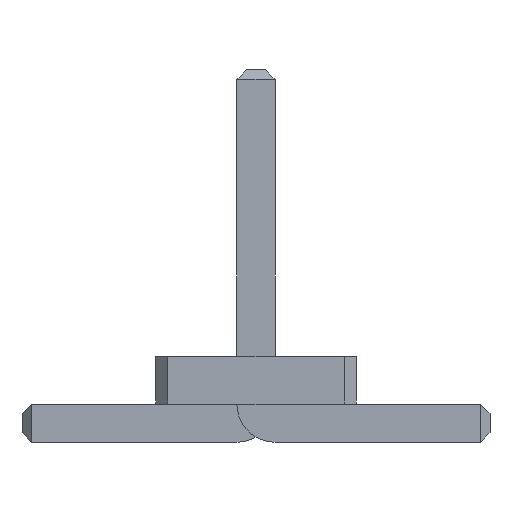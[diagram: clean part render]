
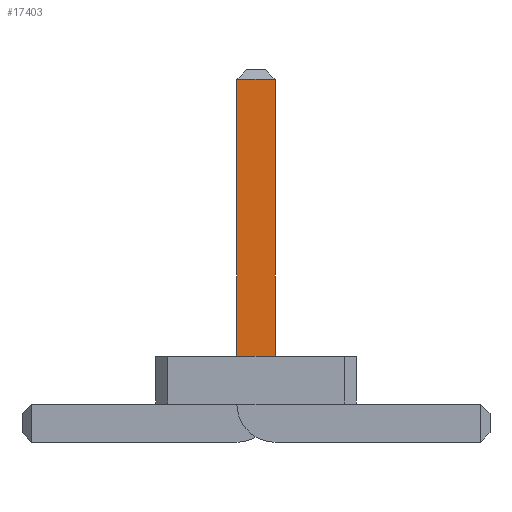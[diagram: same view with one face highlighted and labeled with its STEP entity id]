
A CAD part, front view. The second image highlights one B-rep face of the part: STEP entity #17403.
In plain terms, the highlighted planar face has unit normal (0, -1, 0).
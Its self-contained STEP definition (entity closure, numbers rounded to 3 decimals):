
#6503 = VERTEX_POINT('',#6504);
#6504 = CARTESIAN_POINT('',(0.2,-22.425,0.9));
#6519 = VERTEX_POINT('',#6520);
#6520 = CARTESIAN_POINT('',(-0.2,-22.425,0.9));
#6526 = EDGE_CURVE('',#6503,#6519,#6527,.T.);
#6527 = LINE('',#6528,#6529);
#6528 = CARTESIAN_POINT('',(-0.562,-22.425,0.9));
#6529 = VECTOR('',#6530,1.);
#6530 = DIRECTION('',(-1.,-0.,-0.));
#17385 = VERTEX_POINT('',#17386);
#17386 = CARTESIAN_POINT('',(0.2,-22.425,3.8));
#17392 = EDGE_CURVE('',#17385,#6503,#17393,.T.);
#17393 = LINE('',#17394,#17395);
#17394 = CARTESIAN_POINT('',(0.2,-22.425,3.9));
#17395 = VECTOR('',#17396,1.);
#17396 = DIRECTION('',(0.,0.,-1.));
#17403 = ADVANCED_FACE('',(#17404),#17422,.T.);
#17404 = FACE_BOUND('',#17405,.T.);
#17405 = EDGE_LOOP('',(#17406,#17414,#17415,#17416));
#17406 = ORIENTED_EDGE('',*,*,#17407,.F.);
#17407 = EDGE_CURVE('',#6519,#17408,#17410,.T.);
#17408 = VERTEX_POINT('',#17409);
#17409 = CARTESIAN_POINT('',(-0.2,-22.425,3.8));
#17410 = LINE('',#17411,#17412);
#17411 = CARTESIAN_POINT('',(-0.2,-22.425,0.));
#17412 = VECTOR('',#17413,1.);
#17413 = DIRECTION('',(0.,0.,1.));
#17414 = ORIENTED_EDGE('',*,*,#6526,.F.);
#17415 = ORIENTED_EDGE('',*,*,#17392,.F.);
#17416 = ORIENTED_EDGE('',*,*,#17417,.F.);
#17417 = EDGE_CURVE('',#17408,#17385,#17418,.T.);
#17418 = LINE('',#17419,#17420);
#17419 = CARTESIAN_POINT('',(-0.2,-22.425,3.8));
#17420 = VECTOR('',#17421,1.);
#17421 = DIRECTION('',(1.,0.,0.));
#17422 = PLANE('',#17423);
#17423 = AXIS2_PLACEMENT_3D('',#17424,#17425,#17426);
#17424 = CARTESIAN_POINT('',(-0.2,-22.425,3.9));
#17425 = DIRECTION('',(0.,-1.,0.));
#17426 = DIRECTION('',(0.,0.,-1.));
